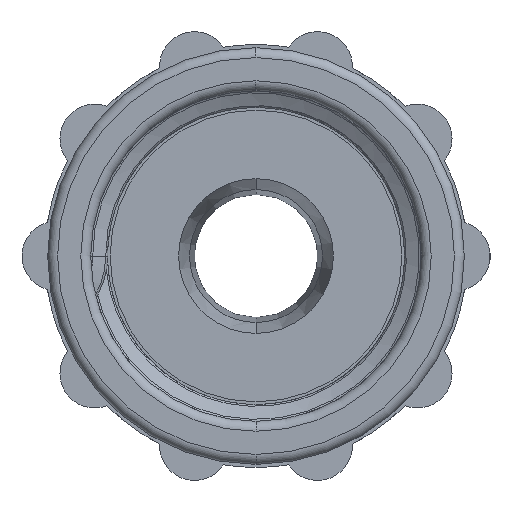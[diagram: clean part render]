
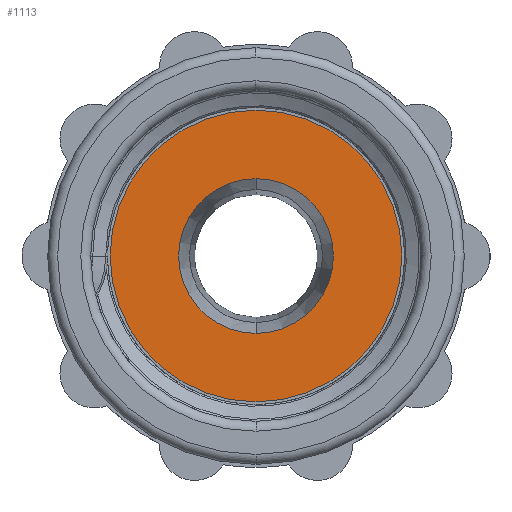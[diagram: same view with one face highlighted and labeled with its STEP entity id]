
A CAD part, left-side view. The second image highlights one B-rep face of the part: STEP entity #1113.
In plain terms, the highlighted planar face has unit normal (-1, 0, 0).
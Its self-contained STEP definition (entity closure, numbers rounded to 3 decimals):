
#520 = ORIENTED_EDGE ( 'NONE', *, *, #7019, .F. ) ;
#523 = ORIENTED_EDGE ( 'NONE', *, *, #7017, .F. ) ;
#525 = ORIENTED_EDGE ( 'NONE', *, *, #7010, .T. ) ;
#590 = EDGE_LOOP ( 'NONE', ( #525, #2379 ) ) ;
#644 = EDGE_LOOP ( 'NONE', ( #520, #523 ) ) ;
#645 = VERTEX_POINT ( 'NONE', #6384 ) ;
#647 = VERTEX_POINT ( 'NONE', #6388 ) ;
#656 = VERTEX_POINT ( 'NONE', #6394 ) ;
#657 = VERTEX_POINT ( 'NONE', #6395 ) ;
#1113 = ADVANCED_FACE ( 'NONE', ( #2034, #2035 ), #2036, .F. ) ;
#2030 = CARTESIAN_POINT ( 'NONE',  ( -1., 0., -7.35 ) ) ;
#2034 = FACE_BOUND ( 'NONE', #644, .T. ) ;
#2035 = FACE_OUTER_BOUND ( 'NONE', #590, .T. ) ;
#2036 = PLANE ( 'NONE',  #5141 ) ;
#2038 = DIRECTION ( 'NONE',  ( 1., 0., 0. ) ) ;
#2379 = ORIENTED_EDGE ( 'NONE', *, *, #7020, .T. ) ;
#3175 = CARTESIAN_POINT ( 'NONE',  ( -1., 0., 0. ) ) ;
#3176 = DIRECTION ( 'NONE',  ( -1., 0., 0. ) ) ;
#3177 = DIRECTION ( 'NONE',  ( 0., 0., 1. ) ) ;
#3196 = CARTESIAN_POINT ( 'NONE',  ( -1., 0., 0. ) ) ;
#3197 = DIRECTION ( 'NONE',  ( -1., 0., 0. ) ) ;
#3198 = DIRECTION ( 'NONE',  ( 0., 0., 1. ) ) ;
#3200 = CARTESIAN_POINT ( 'NONE',  ( -1., 0., 0. ) ) ;
#3201 = DIRECTION ( 'NONE',  ( -1., 0., 0. ) ) ;
#3202 = DIRECTION ( 'NONE',  ( 0., 0., 1. ) ) ;
#3203 = CARTESIAN_POINT ( 'NONE',  ( -1., 0., 0. ) ) ;
#3204 = DIRECTION ( 'NONE',  ( -1., 0., 0. ) ) ;
#3205 = DIRECTION ( 'NONE',  ( 0., 0., 1. ) ) ;
#5141 = AXIS2_PLACEMENT_3D ( 'NONE', #2030, #2038, #7553 ) ;
#5242 = CIRCLE ( 'NONE', #5245, 7.35 ) ;
#5245 = AXIS2_PLACEMENT_3D ( 'NONE', #3175, #3176, #3177 ) ;
#5252 = CIRCLE ( 'NONE', #5256, 3.9 ) ;
#5254 = CIRCLE ( 'NONE', #5259, 3.9 ) ;
#5256 = AXIS2_PLACEMENT_3D ( 'NONE', #3196, #3197, #3198 ) ;
#5258 = CIRCLE ( 'NONE', #5261, 7.35 ) ;
#5259 = AXIS2_PLACEMENT_3D ( 'NONE', #3200, #3201, #3202 ) ;
#5261 = AXIS2_PLACEMENT_3D ( 'NONE', #3203, #3204, #3205 ) ;
#6384 = CARTESIAN_POINT ( 'NONE',  ( -1., 0., -7.35 ) ) ;
#6388 = CARTESIAN_POINT ( 'NONE',  ( -1., 0., 7.35 ) ) ;
#6394 = CARTESIAN_POINT ( 'NONE',  ( -1., 0., -3.9 ) ) ;
#6395 = CARTESIAN_POINT ( 'NONE',  ( -1., 0., 3.9 ) ) ;
#7010 = EDGE_CURVE ( 'NONE', #647, #645, #5242, .T. ) ;
#7017 = EDGE_CURVE ( 'NONE', #656, #657, #5252, .T. ) ;
#7019 = EDGE_CURVE ( 'NONE', #657, #656, #5254, .T. ) ;
#7020 = EDGE_CURVE ( 'NONE', #645, #647, #5258, .T. ) ;
#7553 = DIRECTION ( 'NONE',  ( 0., 0., -1. ) ) ;
